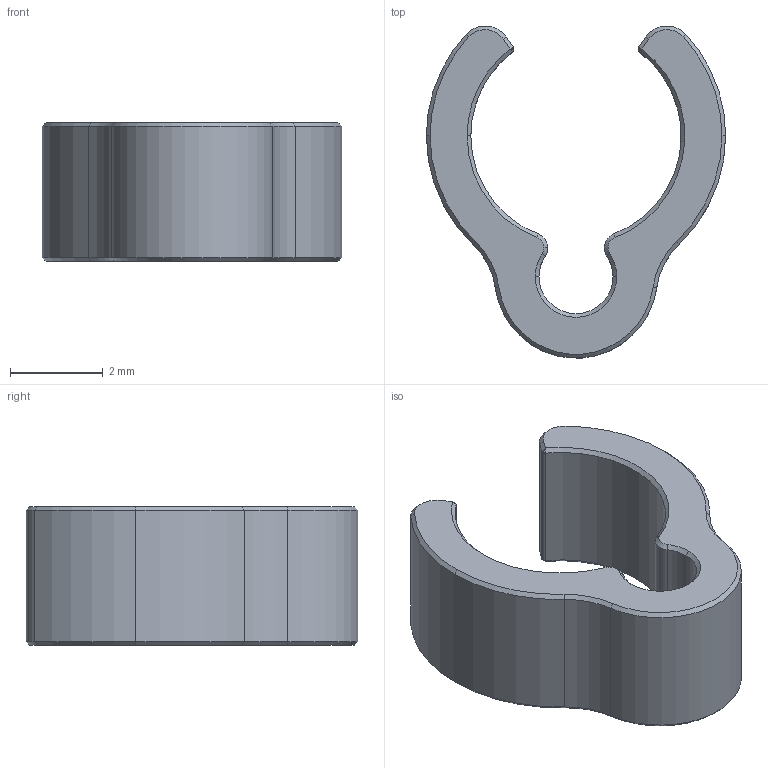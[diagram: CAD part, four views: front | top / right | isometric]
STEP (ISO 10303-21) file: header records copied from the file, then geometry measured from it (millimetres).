
FILE_DESCRIPTION (( 'STEP AP214' ), '1' );
FILE_NAME ('Harness clip.STEP', '2023-02-01T08:18:18', ( 'Windows User' ), ( 'P R C' ), 'SwSTEP 2.0', 'SolidWorks 2022', '' );
FILE_SCHEMA (( 'AUTOMOTIVE_DESIGN' ));
Length unit declared in the file: millimetre
Products named in the file (1): Harness clip
Bounding box: 6.46 x 7.17 x 3 mm (x, y, z)
Volume: 47.6 mm3; surface area: 131.5 mm2
Topology: 1 solids, 1 shells, 72 faces, 166 edges, 88 vertices
Faces by surface type: cone 44, cylinder 20, plane 8
Entity records: 1980 total; most frequent: DIRECTION 384, CARTESIAN_POINT 319, ORIENTED_EDGE 316, EDGE_CURVE 158, AXIS2_PLACEMENT_3D 153, VERTEX_POINT 88, CIRCLE 80, VECTOR 78
